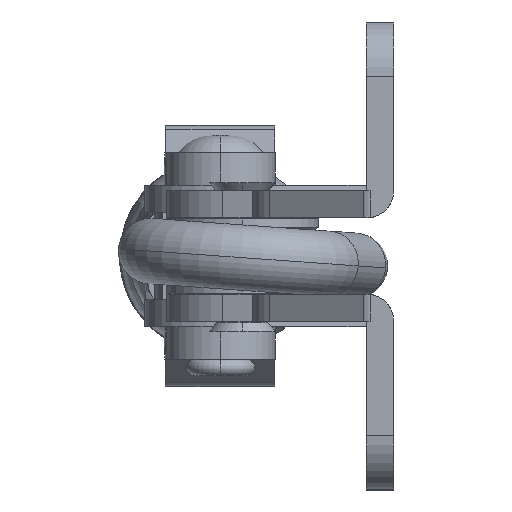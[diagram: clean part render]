
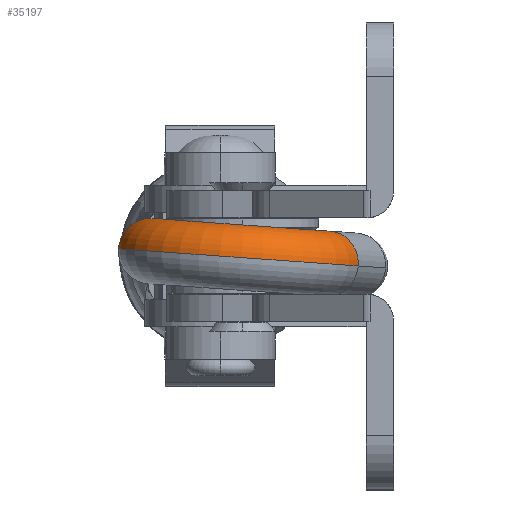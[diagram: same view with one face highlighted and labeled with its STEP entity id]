
A CAD part, left-side view. The second image highlights one B-rep face of the part: STEP entity #35197.
In plain terms, the highlighted toroidal (fillet/blend) face has major radius 8.426 mm and minor radius 3 mm.
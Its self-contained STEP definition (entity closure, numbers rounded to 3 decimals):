
#346 = TOROIDAL_SURFACE ( 'NONE', #15099, 8.426, 3. ) ;
#1022 = CARTESIAN_POINT ( 'NONE',  ( 2833.63, 711.79, 0. ) ) ;
#1506 = DIRECTION ( 'NONE',  ( 0.934, -0.358, 0. ) ) ;
#1755 = VERTEX_POINT ( 'NONE', #4384 ) ;
#2934 = CARTESIAN_POINT ( 'NONE',  ( 2835.575, 716.855, 0. ) ) ;
#3555 = AXIS2_PLACEMENT_3D ( 'NONE', #18219, #1506, #21014 ) ;
#4384 = CARTESIAN_POINT ( 'NONE',  ( 2835.575, 728.281, 0. ) ) ;
#5731 = DIRECTION ( 'NONE',  ( 1., 0., 0. ) ) ;
#6507 = EDGE_LOOP ( 'NONE', ( #18401, #25063, #32483, #6845 ) ) ;
#6694 = CARTESIAN_POINT ( 'NONE',  ( 2835.575, 716.855, 0. ) ) ;
#6845 = ORIENTED_EDGE ( 'NONE', *, *, #31102, .F. ) ;
#8542 = EDGE_CURVE ( 'NONE', #16794, #1755, #33940, .T. ) ;
#9433 = CARTESIAN_POINT ( 'NONE',  ( 2835.575, 725.281, 0. ) ) ;
#9473 = DIRECTION ( 'NONE',  ( 1., 0., 0. ) ) ;
#11274 = DIRECTION ( 'NONE',  ( 0., 0., 1. ) ) ;
#11663 = AXIS2_PLACEMENT_3D ( 'NONE', #9433, #28954, #12225 ) ;
#12099 = EDGE_CURVE ( 'NONE', #13671, #18539, #28540, .T. ) ;
#12225 = DIRECTION ( 'NONE',  ( 0., -1., 0. ) ) ;
#13671 = VERTEX_POINT ( 'NONE', #1022 ) ;
#14289 = FACE_OUTER_BOUND ( 'NONE', #6507, .T. ) ;
#15099 = AXIS2_PLACEMENT_3D ( 'NONE', #2934, #22404, #5731 ) ;
#16794 = VERTEX_POINT ( 'NONE', #32235 ) ;
#16843 = AXIS2_PLACEMENT_3D ( 'NONE', #6694, #26170, #9473 ) ;
#18219 = CARTESIAN_POINT ( 'NONE',  ( 2832.555, 708.989, 0. ) ) ;
#18401 = ORIENTED_EDGE ( 'NONE', *, *, #8542, .T. ) ;
#18539 = VERTEX_POINT ( 'NONE', #26782 ) ;
#21014 = DIRECTION ( 'NONE',  ( 0.358, 0.934, 0. ) ) ;
#21865 = EDGE_CURVE ( 'NONE', #1755, #18539, #32791, .T. ) ;
#22404 = DIRECTION ( 'NONE',  ( 0., 0., 1. ) ) ;
#25063 = ORIENTED_EDGE ( 'NONE', *, *, #21865, .T. ) ;
#26170 = DIRECTION ( 'NONE',  ( 0., 0., 1. ) ) ;
#26673 = CIRCLE ( 'NONE', #30238, 5.426 ) ;
#26782 = CARTESIAN_POINT ( 'NONE',  ( 2831.48, 706.189, 0. ) ) ;
#27998 = CARTESIAN_POINT ( 'NONE',  ( 2835.575, 716.855, 0. ) ) ;
#28540 = CIRCLE ( 'NONE', #3555, 3. ) ;
#28954 = DIRECTION ( 'NONE',  ( -1., 0., 0. ) ) ;
#30238 = AXIS2_PLACEMENT_3D ( 'NONE', #27998, #11274, #30819 ) ;
#30819 = DIRECTION ( 'NONE',  ( 1., 0., 0. ) ) ;
#31102 = EDGE_CURVE ( 'NONE', #16794, #13671, #26673, .T. ) ;
#32235 = CARTESIAN_POINT ( 'NONE',  ( 2835.575, 722.281, 0. ) ) ;
#32483 = ORIENTED_EDGE ( 'NONE', *, *, #12099, .F. ) ;
#32791 = CIRCLE ( 'NONE', #16843, 11.426 ) ;
#33940 = CIRCLE ( 'NONE', #11663, 3. ) ;
#35197 = ADVANCED_FACE ( 'NONE', ( #14289 ), #346, .T. ) ;
